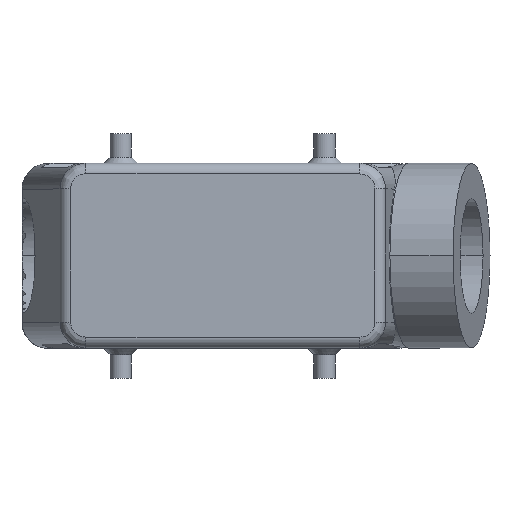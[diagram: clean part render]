
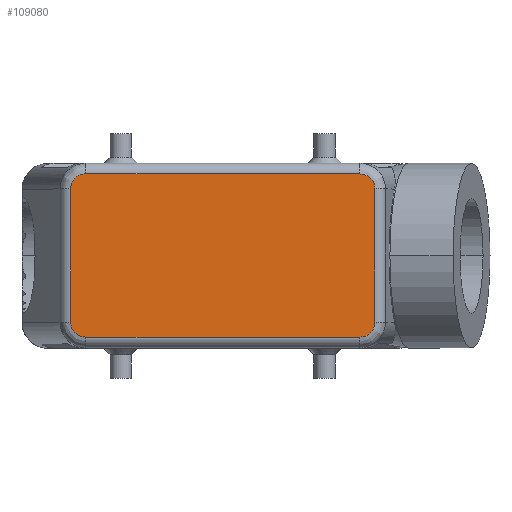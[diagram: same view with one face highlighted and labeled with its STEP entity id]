
A CAD part, top view. The second image highlights one B-rep face of the part: STEP entity #109080.
In plain terms, the highlighted planar face has unit normal (0, 0, 1).
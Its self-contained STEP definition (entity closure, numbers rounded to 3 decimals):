
#600=CARTESIAN_POINT('',(-31.88,-19.,76.));
#610=VERTEX_POINT('',#600);
#640=CARTESIAN_POINT('',(31.88,-19.,76.));
#650=DIRECTION('',(-1.,0.,0.));
#660=VECTOR('',#650,1.);
#670=LINE('',#640,#660);
#680=CARTESIAN_POINT('',(31.88,-19.,76.));
#690=VERTEX_POINT('',#680);
#700=EDGE_CURVE('',#690,#610,#670,.T.);
#1270=CARTESIAN_POINT('',(31.88,19.,76.));
#1280=VERTEX_POINT('',#1270);
#1310=CARTESIAN_POINT('',(-31.88,19.,76.));
#1320=DIRECTION('',(1.,0.,0.));
#1330=VECTOR('',#1320,1.);
#1340=LINE('',#1310,#1330);
#1350=CARTESIAN_POINT('',(-31.88,19.,76.));
#1360=VERTEX_POINT('',#1350);
#1370=EDGE_CURVE('',#1360,#1280,#1340,.T.);
#3060=CARTESIAN_POINT('',(-35.448,15.5,76.));
#3070=VERTEX_POINT('',#3060);
#3100=CARTESIAN_POINT('',(-35.448,-15.5,76.));
#3110=DIRECTION('',(0.,1.,0.));
#3120=VECTOR('',#3110,1.);
#3130=LINE('',#3100,#3120);
#3140=CARTESIAN_POINT('',(-35.448,-15.5,76.));
#3150=VERTEX_POINT('',#3140);
#3160=EDGE_CURVE('',#3150,#3070,#3130,.T.);
#4110=CARTESIAN_POINT('',(35.448,-15.5,76.));
#4120=VERTEX_POINT('',#4110);
#4150=CARTESIAN_POINT('',(35.448,15.5,76.));
#4160=DIRECTION('',(0.,-1.,0.));
#4170=VECTOR('',#4160,1.);
#4180=LINE('',#4150,#4170);
#4190=CARTESIAN_POINT('',(35.448,15.5,76.));
#4200=VERTEX_POINT('',#4190);
#4210=EDGE_CURVE('',#4200,#4120,#4180,.T.);
#57950=CARTESIAN_POINT('',(-35.448,15.5,76.));
#57960=CARTESIAN_POINT('',(-35.448,19.,76.));
#57970=CARTESIAN_POINT('',(-31.88,19.,76.));
#57980=(BOUNDED_CURVE() B_SPLINE_CURVE(2,(#57950,#57960,#57970),
.UNSPECIFIED.,.F.,.F.) B_SPLINE_CURVE_WITH_KNOTS((3,3),(0.,1.),
.UNSPECIFIED.) CURVE() GEOMETRIC_REPRESENTATION_ITEM() 
RATIONAL_B_SPLINE_CURVE((1.,0.707,1.)) REPRESENTATION_ITEM(
''));
#57990=EDGE_CURVE('',#3070,#1360,#57980,.T.);
#76150=CARTESIAN_POINT('',(31.88,19.,76.));
#76160=CARTESIAN_POINT('',(35.448,19.,76.));
#76170=CARTESIAN_POINT('',(35.448,15.5,76.));
#76180=(BOUNDED_CURVE() B_SPLINE_CURVE(2,(#76150,#76160,#76170),
.UNSPECIFIED.,.F.,.F.) B_SPLINE_CURVE_WITH_KNOTS((3,3),(0.,1.),
.UNSPECIFIED.) CURVE() GEOMETRIC_REPRESENTATION_ITEM() 
RATIONAL_B_SPLINE_CURVE((1.,0.707,1.)) REPRESENTATION_ITEM(
''));
#76190=EDGE_CURVE('',#1280,#4200,#76180,.T.);
#86530=CARTESIAN_POINT('',(-31.88,-19.,76.));
#86540=CARTESIAN_POINT('',(-35.448,-19.,76.));
#86550=CARTESIAN_POINT('',(-35.448,-15.5,76.));
#86560=(BOUNDED_CURVE() B_SPLINE_CURVE(2,(#86530,#86540,#86550),
.UNSPECIFIED.,.F.,.F.) B_SPLINE_CURVE_WITH_KNOTS((3,3),(0.,1.),
.UNSPECIFIED.) CURVE() GEOMETRIC_REPRESENTATION_ITEM() 
RATIONAL_B_SPLINE_CURVE((1.,0.707,1.)) REPRESENTATION_ITEM(
''));
#86570=EDGE_CURVE('',#610,#3150,#86560,.T.);
#108880=CARTESIAN_POINT('',(-42.538,-22.8,76.));
#108890=DIRECTION('',(0.,0.,1.));
#108900=DIRECTION('',(1.,0.,-0.));
#108910=AXIS2_PLACEMENT_3D('',#108880,#108890,#108900);
#108920=PLANE('',#108910);
#108930=ORIENTED_EDGE('',*,*,#4210,.F.);
#108940=CARTESIAN_POINT('',(35.448,-15.5,76.));
#108950=CARTESIAN_POINT('',(35.448,-19.,76.));
#108960=CARTESIAN_POINT('',(31.88,-19.,76.));
#108970=(BOUNDED_CURVE() B_SPLINE_CURVE(2,(#108940,#108950,#108960),
.UNSPECIFIED.,.F.,.F.) B_SPLINE_CURVE_WITH_KNOTS((3,3),(0.,1.),
.UNSPECIFIED.) CURVE() GEOMETRIC_REPRESENTATION_ITEM() 
RATIONAL_B_SPLINE_CURVE((1.,0.707,1.)) REPRESENTATION_ITEM(
''));
#108980=EDGE_CURVE('',#4120,#690,#108970,.T.);
#108990=ORIENTED_EDGE('',*,*,#108980,.F.);
#109000=ORIENTED_EDGE('',*,*,#700,.F.);
#109010=ORIENTED_EDGE('',*,*,#86570,.F.);
#109020=ORIENTED_EDGE('',*,*,#3160,.F.);
#109030=ORIENTED_EDGE('',*,*,#57990,.F.);
#109040=ORIENTED_EDGE('',*,*,#1370,.F.);
#109050=ORIENTED_EDGE('',*,*,#76190,.F.);
#109060=EDGE_LOOP('',(#109050,#109040,#109030,#109020,#109010,#109000,
#108990,#108930));
#109070=FACE_OUTER_BOUND('',#109060,.T.);
#109080=ADVANCED_FACE('',(#109070),#108920,.T.);
